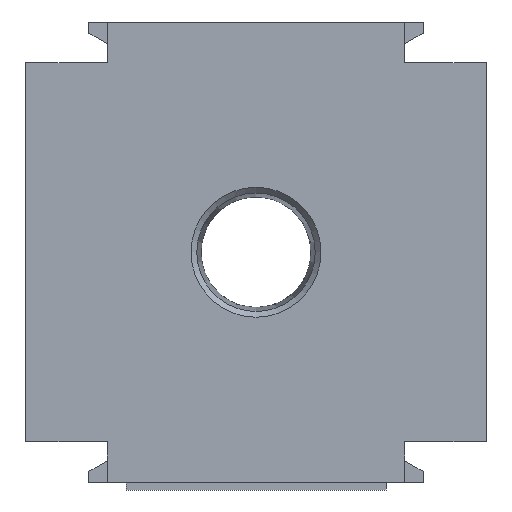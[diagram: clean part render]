
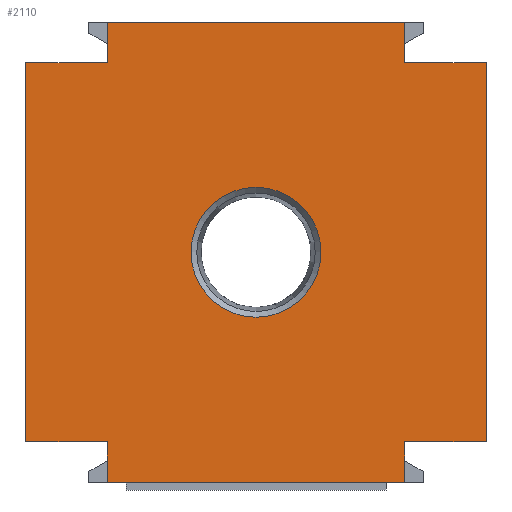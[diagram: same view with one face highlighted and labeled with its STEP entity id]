
A CAD part, front view. The second image highlights one B-rep face of the part: STEP entity #2110.
In plain terms, the highlighted planar face has unit normal (0, -1, 0).
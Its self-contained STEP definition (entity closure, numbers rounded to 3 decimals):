
#121=CIRCLE('',#2296,17.481);
#356=ORIENTED_EDGE('',*,*,#922,.F.);
#357=ORIENTED_EDGE('',*,*,#753,.F.);
#358=ORIENTED_EDGE('',*,*,#790,.F.);
#359=ORIENTED_EDGE('',*,*,#923,.F.);
#360=ORIENTED_EDGE('',*,*,#924,.F.);
#361=ORIENTED_EDGE('',*,*,#925,.F.);
#362=ORIENTED_EDGE('',*,*,#860,.F.);
#363=ORIENTED_EDGE('',*,*,#821,.F.);
#364=ORIENTED_EDGE('',*,*,#851,.F.);
#365=ORIENTED_EDGE('',*,*,#926,.F.);
#366=ORIENTED_EDGE('',*,*,#927,.F.);
#367=ORIENTED_EDGE('',*,*,#928,.F.);
#368=ORIENTED_EDGE('',*,*,#793,.F.);
#753=EDGE_CURVE('',#1054,#1055,#1260,.T.);
#790=EDGE_CURVE('',#1087,#1054,#1289,.T.);
#793=EDGE_CURVE('',#1055,#1090,#1291,.T.);
#821=EDGE_CURVE('',#1114,#1115,#1312,.T.);
#851=EDGE_CURVE('',#1141,#1114,#1335,.T.);
#860=EDGE_CURVE('',#1115,#1148,#1341,.T.);
#922=EDGE_CURVE('',#1195,#1195,#121,.T.);
#923=EDGE_CURVE('',#1196,#1087,#1386,.T.);
#924=EDGE_CURVE('',#1197,#1196,#1387,.T.);
#925=EDGE_CURVE('',#1148,#1197,#1388,.T.);
#926=EDGE_CURVE('',#1198,#1141,#1389,.T.);
#927=EDGE_CURVE('',#1199,#1198,#1390,.T.);
#928=EDGE_CURVE('',#1090,#1199,#1391,.T.);
#1054=VERTEX_POINT('',#3036);
#1055=VERTEX_POINT('',#3038);
#1087=VERTEX_POINT('',#3110);
#1090=VERTEX_POINT('',#3118);
#1114=VERTEX_POINT('',#3171);
#1115=VERTEX_POINT('',#3173);
#1141=VERTEX_POINT('',#3231);
#1148=VERTEX_POINT('',#3249);
#1195=VERTEX_POINT('',#3449);
#1196=VERTEX_POINT('',#3451);
#1197=VERTEX_POINT('',#3453);
#1198=VERTEX_POINT('',#3456);
#1199=VERTEX_POINT('',#3458);
#1260=LINE('',#3037,#1484);
#1289=LINE('',#3111,#1513);
#1291=LINE('',#3117,#1515);
#1312=LINE('',#3172,#1536);
#1335=LINE('',#3232,#1559);
#1341=LINE('',#3248,#1565);
#1386=LINE('',#3450,#1610);
#1387=LINE('',#3452,#1611);
#1388=LINE('',#3454,#1612);
#1389=LINE('',#3455,#1613);
#1390=LINE('',#3457,#1614);
#1391=LINE('',#3459,#1615);
#1484=VECTOR('',#2430,1000.);
#1513=VECTOR('',#2483,1000.);
#1515=VECTOR('',#2489,1000.);
#1536=VECTOR('',#2528,1000.);
#1559=VECTOR('',#2571,1000.);
#1565=VECTOR('',#2585,1000.);
#1610=VECTOR('',#2680,1000.);
#1611=VECTOR('',#2681,1000.);
#1612=VECTOR('',#2682,1000.);
#1613=VECTOR('',#2683,1000.);
#1614=VECTOR('',#2684,1000.);
#1615=VECTOR('',#2685,1000.);
#1732=EDGE_LOOP('',(#356));
#1733=EDGE_LOOP('',(#357,#358,#359,#360,#361,#362,#363,#364,#365,#366,#367,
#368));
#1880=FACE_BOUND('',#1732,.T.);
#1881=FACE_BOUND('',#1733,.T.);
#2021=PLANE('',#2295);
#2110=ADVANCED_FACE('',(#1880,#1881),#2021,.F.);
#2295=AXIS2_PLACEMENT_3D('',#3447,#2676,#2677);
#2296=AXIS2_PLACEMENT_3D('',#3448,#2678,#2679);
#2430=DIRECTION('',(1.,0.,0.));
#2483=DIRECTION('',(0.,0.,1.));
#2489=DIRECTION('',(0.,0.,-1.));
#2528=DIRECTION('',(-1.,0.,0.));
#2571=DIRECTION('',(0.,0.,-1.));
#2585=DIRECTION('',(0.,0.,1.));
#2676=DIRECTION('',(0.,1.,0.));
#2677=DIRECTION('',(0.,0.,1.));
#2678=DIRECTION('',(0.,-1.,0.));
#2679=DIRECTION('',(0.,0.,-1.));
#2680=DIRECTION('',(1.,0.,0.));
#2681=DIRECTION('',(0.,0.,1.));
#2682=DIRECTION('',(-1.,0.,0.));
#2683=DIRECTION('',(-1.,0.,0.));
#2684=DIRECTION('',(0.,0.,-1.));
#2685=DIRECTION('',(1.,0.,0.));
#3036=CARTESIAN_POINT('',(-40.,-61.,62.));
#3037=CARTESIAN_POINT('',(-62.,-61.,62.));
#3038=CARTESIAN_POINT('',(40.,-61.,62.));
#3110=CARTESIAN_POINT('',(-40.,-61.,51.));
#3111=CARTESIAN_POINT('',(-40.,-61.,0.));
#3117=CARTESIAN_POINT('',(40.,-61.,0.));
#3118=CARTESIAN_POINT('',(40.,-61.,51.));
#3171=CARTESIAN_POINT('',(40.,-61.,-62.));
#3172=CARTESIAN_POINT('',(62.,-61.,-62.));
#3173=CARTESIAN_POINT('',(-40.,-61.,-62.));
#3231=CARTESIAN_POINT('',(40.,-61.,-51.));
#3232=CARTESIAN_POINT('',(40.,-61.,0.));
#3248=CARTESIAN_POINT('',(-40.,-61.,0.));
#3249=CARTESIAN_POINT('',(-40.,-61.,-51.));
#3447=CARTESIAN_POINT('',(0.,-61.,0.));
#3448=CARTESIAN_POINT('',(0.,-61.,0.));
#3449=CARTESIAN_POINT('',(0.,-61.,-17.481));
#3450=CARTESIAN_POINT('',(0.,-61.,51.));
#3451=CARTESIAN_POINT('',(-62.,-61.,51.));
#3452=CARTESIAN_POINT('',(-62.,-61.,-62.));
#3453=CARTESIAN_POINT('',(-62.,-61.,-51.));
#3454=CARTESIAN_POINT('',(0.,-61.,-51.));
#3455=CARTESIAN_POINT('',(0.,-61.,-51.));
#3456=CARTESIAN_POINT('',(62.,-61.,-51.));
#3457=CARTESIAN_POINT('',(62.,-61.,62.));
#3458=CARTESIAN_POINT('',(62.,-61.,51.));
#3459=CARTESIAN_POINT('',(0.,-61.,51.));
